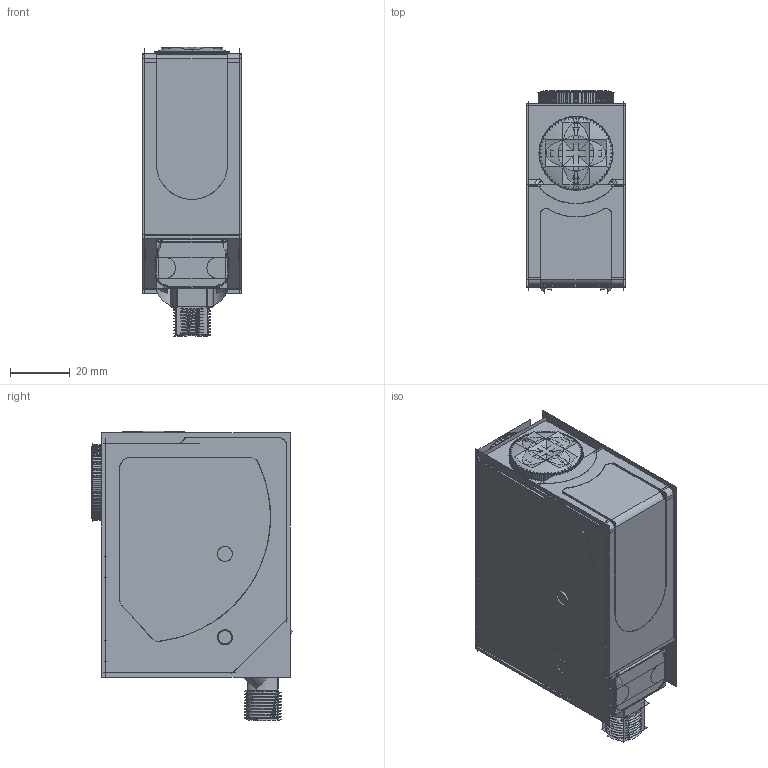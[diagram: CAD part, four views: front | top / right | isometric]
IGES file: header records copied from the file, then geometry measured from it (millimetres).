
Start section:  PTC IGES file: 147097.igs
Global section: file name: 147097.igs; native system: Creo Parametric by Parametric Technology Corporation; preprocessor: 2013230; author: pdmadmin; organization: Unknown; date: 20150915.110145; units: millimetre
Bounding box: 33.19 x 67.74 x 97.21 mm (x, y, z)
Volume: 149887.8 mm3; surface area: 209859.5 mm2
Topology: 1 solids, 9 shells, 1630 faces, 8254 edges, 10277 vertices
Faces by surface type: bspline 1052, revolution 578
